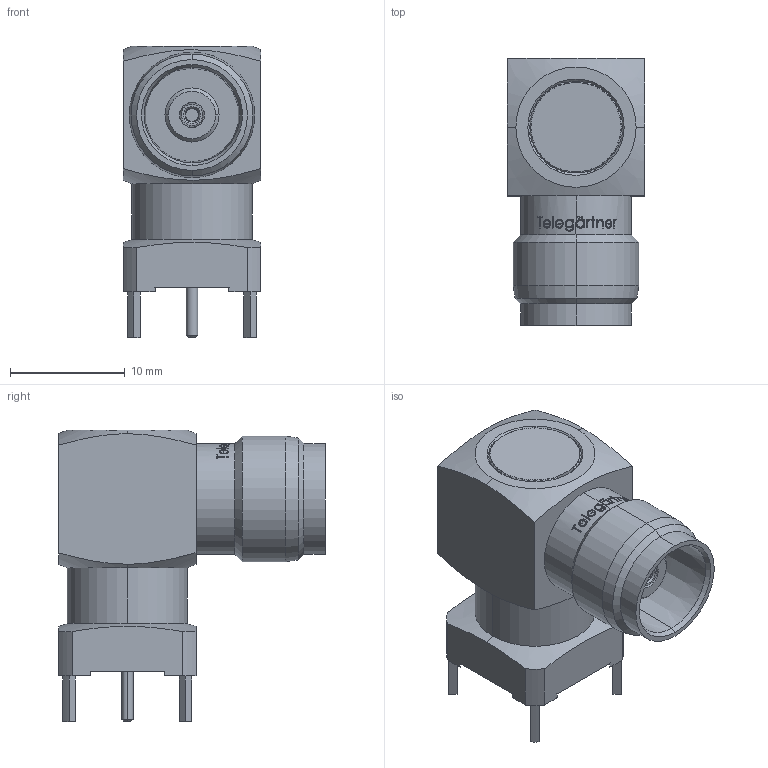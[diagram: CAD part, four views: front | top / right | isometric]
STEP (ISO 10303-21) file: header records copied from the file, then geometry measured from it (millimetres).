
FILE_DESCRIPTION (( 'STEP AP214' ), '1' );
FILE_NAME ('J01011A2948.STEP', '2014-10-21T14:26:20', ( '' ), ( '' ), 'SwSTEP 2.0', 'SolidWorks 2014', '' );
FILE_SCHEMA (( 'AUTOMOTIVE_DESIGN' ));
Length unit declared in the file: millimetre
Products named in the file (1): J01011A2948
Bounding box: 12 x 23.3 x 25.45 mm (x, y, z)
Volume: 3332.4 mm3; surface area: 2077 mm2
Topology: 1 solids, 3 shells, 448 faces, 1442 edges, 954 vertices
Faces by surface type: plane 183, cone 108, bspline 83, cylinder 68, torus 6
Entity records: 26095 total; most frequent: CARTESIAN_POINT 9312, ORIENTED_EDGE 2884, DIRECTION 2019, EDGE_CURVE 1442, VERTEX_POINT 954, AXIS2_PLACEMENT_3D 743, VECTOR 533, LINE 533
